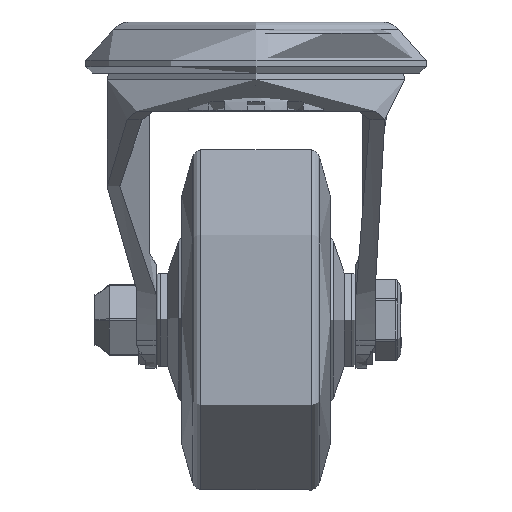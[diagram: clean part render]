
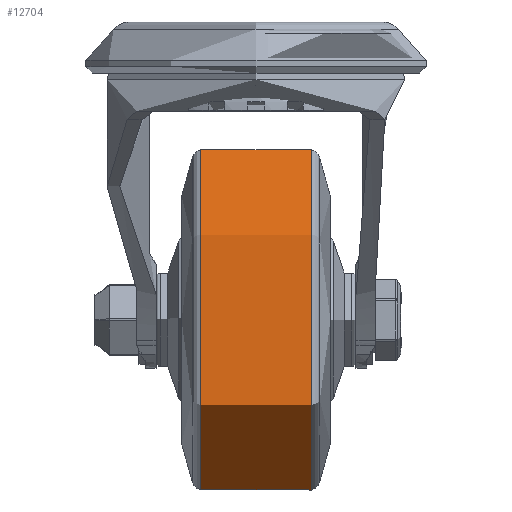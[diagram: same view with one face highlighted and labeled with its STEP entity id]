
A CAD part, left-side view. The second image highlights one B-rep face of the part: STEP entity #12704.
In plain terms, the highlighted cylindrical face has radius 40 mm (diameter 80 mm), a full revolution.
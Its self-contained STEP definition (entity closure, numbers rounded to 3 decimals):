
#1203=FACE_OUTER_BOUND('',#1948,.T.);
#1948=EDGE_LOOP('',(#8583,#8584,#8585,#8586,#8587,#8588));
#2784=LINE('',#18578,#3756);
#3756=VECTOR('',#14963,40.);
#4729=CIRCLE('',#13626,40.);
#4730=CIRCLE('',#13627,40.);
#4731=CIRCLE('',#13628,40.);
#4732=CIRCLE('',#13629,40.);
#5355=VERTEX_POINT('',#18573);
#5356=VERTEX_POINT('',#18574);
#5357=VERTEX_POINT('',#18577);
#5358=VERTEX_POINT('',#18579);
#6626=EDGE_CURVE('',#5355,#5356,#4729,.T.);
#6627=EDGE_CURVE('',#5356,#5355,#4730,.T.);
#6628=EDGE_CURVE('',#5355,#5357,#2784,.T.);
#6629=EDGE_CURVE('',#5357,#5358,#4731,.T.);
#6630=EDGE_CURVE('',#5358,#5357,#4732,.T.);
#8583=ORIENTED_EDGE('',*,*,#6626,.T.);
#8584=ORIENTED_EDGE('',*,*,#6627,.T.);
#8585=ORIENTED_EDGE('',*,*,#6628,.T.);
#8586=ORIENTED_EDGE('',*,*,#6629,.T.);
#8587=ORIENTED_EDGE('',*,*,#6630,.T.);
#8588=ORIENTED_EDGE('',*,*,#6628,.F.);
#12492=CYLINDRICAL_SURFACE('',#13625,40.);
#12704=ADVANCED_FACE('',(#1203),#12492,.T.);
#13625=AXIS2_PLACEMENT_3D('',#18572,#14957,#14958);
#13626=AXIS2_PLACEMENT_3D('',#18575,#14959,#14960);
#13627=AXIS2_PLACEMENT_3D('',#18576,#14961,#14962);
#13628=AXIS2_PLACEMENT_3D('',#18580,#14964,#14965);
#13629=AXIS2_PLACEMENT_3D('',#18581,#14966,#14967);
#14957=DIRECTION('center_axis',(0.,1.,0.));
#14958=DIRECTION('ref_axis',(0.,0.,
1.));
#14959=DIRECTION('center_axis',(0.,-1.,0.));
#14960=DIRECTION('ref_axis',(0.,0.,
1.));
#14961=DIRECTION('center_axis',(0.,-1.,0.));
#14962=DIRECTION('ref_axis',(0.,0.,
1.));
#14963=DIRECTION('',(0.,-1.,0.));
#14964=DIRECTION('center_axis',(0.,1.,0.));
#14965=DIRECTION('ref_axis',(0.,0.,
1.));
#14966=DIRECTION('center_axis',(0.,1.,0.));
#14967=DIRECTION('ref_axis',(0.,0.,
1.));
#18572=CARTESIAN_POINT('Origin',(0.,0.,
0.));
#18573=CARTESIAN_POINT('',(0.,13.,-40.));
#18574=CARTESIAN_POINT('',(0.,13.,40.));
#18575=CARTESIAN_POINT('Origin',(0.,13.,0.));
#18576=CARTESIAN_POINT('Origin',(0.,13.,0.));
#18577=CARTESIAN_POINT('',(0.,-13.,-40.));
#18578=CARTESIAN_POINT('',(0.,0.,
-40.));
#18579=CARTESIAN_POINT('',(0.,-13.,40.));
#18580=CARTESIAN_POINT('Origin',(0.,-13.,0.));
#18581=CARTESIAN_POINT('Origin',(0.,-13.,0.));
